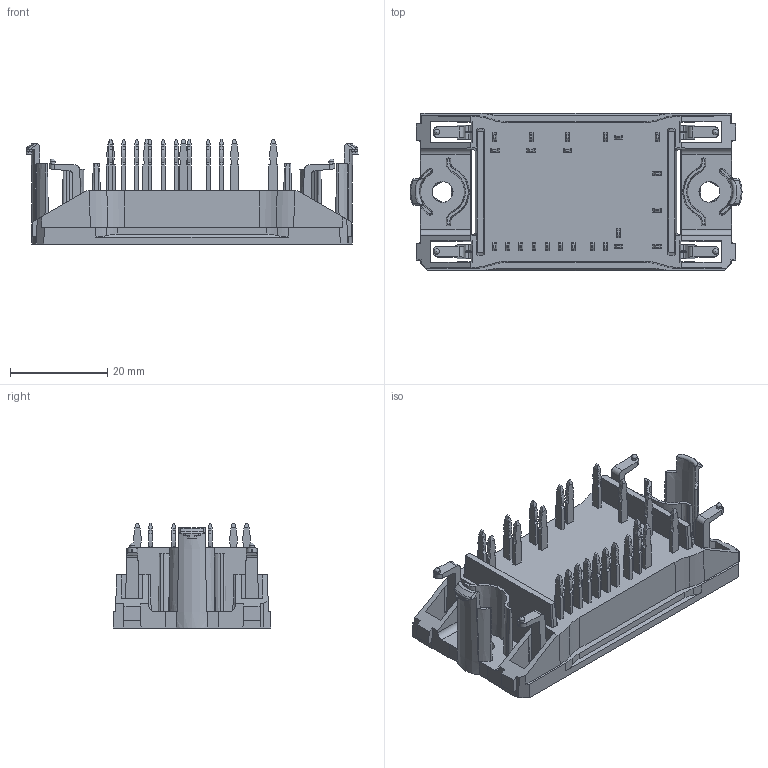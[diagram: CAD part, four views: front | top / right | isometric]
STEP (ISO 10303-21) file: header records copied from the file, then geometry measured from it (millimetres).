
FILE_DESCRIPTION(/* description */ ('Unknown'),/* implementation_level */ '2;1');
FILE_NAME(/* name */ 'P540_17mm_module',/* time_stamp */ '2016-02-24T10:18:00+01:00',/* author */ ('Unknown'),/* organization */ ('Unknown'),/* preprocessor_version */ 'ST-DEVELOPER v16',/* originating_system */ 'DEX',/* authorisation */ $);
FILE_SCHEMA (('AUTOMOTIVE_DESIGN {1 0 10303 214 3 1 1}'));
Length unit declared in the file: millimetre
Products named in the file (1): P840_17mm_module
Bounding box: 68.4 x 32.5 x 21.73 mm (x, y, z)
Volume: 17705.2 mm3; surface area: 11134.8 mm2
Topology: 1 solids, 1 shells, 820 faces, 2338 edges, 1536 vertices
Faces by surface type: plane 552, cylinder 222, cone 34, sphere 4, torus 4, bspline 4
Full cylindrical faces by diameter (mm): 1.1 x4
Entity records: 32557 total; most frequent: CARTESIAN_POINT 5029, ORIENTED_EDGE 4636, DIRECTION 4486, EDGE_CURVE 2318, LINE 1720, VECTOR 1720, VERTEX_POINT 1528, AXIS2_PLACEMENT_3D 1383
